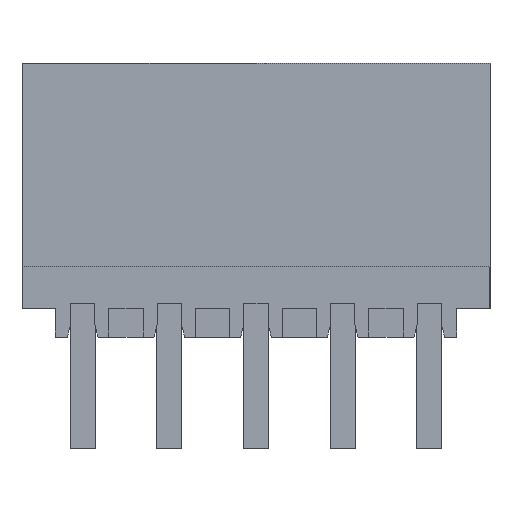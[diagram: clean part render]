
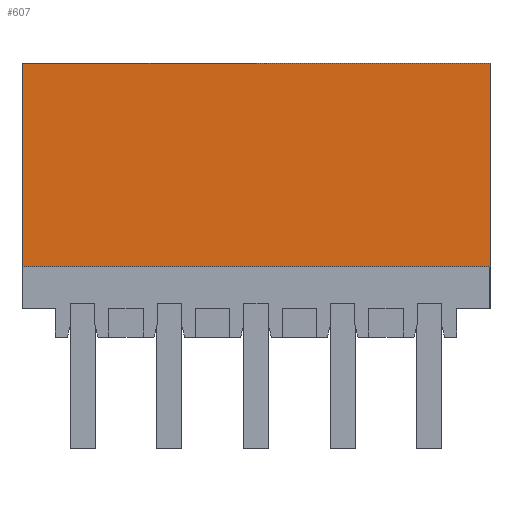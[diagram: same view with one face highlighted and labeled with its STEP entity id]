
A CAD part, front view. The second image highlights one B-rep face of the part: STEP entity #607.
In plain terms, the highlighted planar face has unit normal (0, -1, 0).
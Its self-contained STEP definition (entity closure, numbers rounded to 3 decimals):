
#587=AXIS2_PLACEMENT_3D('Plane Axis2P3D',#584,#585,#586) ;
#49=CARTESIAN_POINT('Vertex',(0.,0.,7.35)) ;
#52=CARTESIAN_POINT('Line Origine',(0.,0.,11.45)) ;
#56=CARTESIAN_POINT('Vertex',(0.,0.,15.55)) ;
#568=CARTESIAN_POINT('Vertex',(18.9,0.,7.35)) ;
#571=CARTESIAN_POINT('Line Origine',(9.45,0.,7.35)) ;
#584=CARTESIAN_POINT('Axis2P3D Location',(3.5,0.,15.55)) ;
#589=CARTESIAN_POINT('Line Origine',(18.9,0.,11.45)) ;
#593=CARTESIAN_POINT('Vertex',(18.9,0.,15.55)) ;
#596=CARTESIAN_POINT('Line Origine',(9.45,0.,15.55)) ;
#53=DIRECTION('Vector Direction',(0.,0.,-1.)) ;
#572=DIRECTION('Vector Direction',(1.,0.,0.)) ;
#585=DIRECTION('Axis2P3D Direction',(0.,-1.,0.)) ;
#586=DIRECTION('Axis2P3D XDirection',(0.,0.,-1.)) ;
#590=DIRECTION('Vector Direction',(0.,0.,-1.)) ;
#597=DIRECTION('Vector Direction',(1.,0.,0.)) ;
#54=VECTOR('Line Direction',#53,1.) ;
#573=VECTOR('Line Direction',#572,1.) ;
#591=VECTOR('Line Direction',#590,1.) ;
#598=VECTOR('Line Direction',#597,1.) ;
#602=ORIENTED_EDGE('',*,*,#58,.F.) ;
#603=ORIENTED_EDGE('',*,*,#575,.F.) ;
#604=ORIENTED_EDGE('',*,*,#595,.F.) ;
#605=ORIENTED_EDGE('',*,*,#600,.F.) ;
#607=ADVANCED_FACE('HOUSING',(#606),#588,.T.) ;
#58=EDGE_CURVE('',#50,#57,#55,.F.) ;
#575=EDGE_CURVE('',#569,#50,#574,.F.) ;
#595=EDGE_CURVE('',#594,#569,#592,.T.) ;
#600=EDGE_CURVE('',#57,#594,#599,.T.) ;
#601=EDGE_LOOP('',(#602,#603,#604,#605)) ;
#606=FACE_OUTER_BOUND('',#601,.T.) ;
#55=LINE('Line',#52,#54) ;
#574=LINE('Line',#571,#573) ;
#592=LINE('Line',#589,#591) ;
#599=LINE('Line',#596,#598) ;
#588=PLANE('',#587) ;
#50=VERTEX_POINT('',#49) ;
#57=VERTEX_POINT('',#56) ;
#569=VERTEX_POINT('',#568) ;
#594=VERTEX_POINT('',#593) ;
